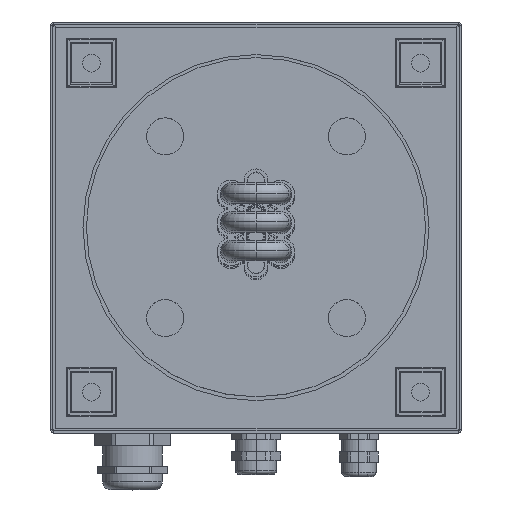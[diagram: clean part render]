
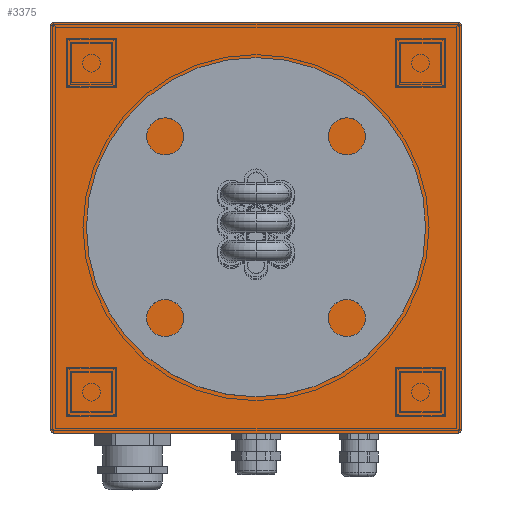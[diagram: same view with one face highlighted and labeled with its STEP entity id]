
A CAD part, top view. The second image highlights one B-rep face of the part: STEP entity #3375.
In plain terms, the highlighted face is planar.
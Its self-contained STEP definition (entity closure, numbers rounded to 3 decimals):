
#421 = VERTEX_POINT ( 'NONE', #20311 ) ;
#441 = FACE_BOUND ( 'NONE', #15830, .T. ) ;
#506 = CARTESIAN_POINT ( 'NONE',  ( -98., 100., -4. ) ) ;
#572 = AXIS2_PLACEMENT_3D ( 'NONE', #10293, #5676, #16447 ) ;
#635 = DIRECTION ( 'NONE',  ( 0., 0., 1. ) ) ;
#1241 = DIRECTION ( 'NONE',  ( 1., 0., 0. ) ) ;
#1768 = VERTEX_POINT ( 'NONE', #7872 ) ;
#2821 = DIRECTION ( 'NONE',  ( 1., 0., 0. ) ) ;
#3116 = LINE ( 'NONE', #11464, #13698 ) ;
#3317 = DIRECTION ( 'NONE',  ( 0., 0., -1. ) ) ;
#3375 = ADVANCED_FACE ( 'NONE', ( #441, #23696 ), #19175, .T. ) ;
#3779 = EDGE_CURVE ( 'NONE', #13599, #9904, #17364, .T. ) ;
#4229 = VECTOR ( 'NONE', #8889, 1000. ) ;
#4336 = ORIENTED_EDGE ( 'NONE', *, *, #3779, .F. ) ;
#4362 = CARTESIAN_POINT ( 'NONE',  ( -98., -100., -4. ) ) ;
#4498 = CARTESIAN_POINT ( 'NONE',  ( -98., 98., -4. ) ) ;
#4698 = ORIENTED_EDGE ( 'NONE', *, *, #18273, .F. ) ;
#5520 = DIRECTION ( 'NONE',  ( -1., 0., 0. ) ) ;
#5676 = DIRECTION ( 'NONE',  ( 0., 0., 1. ) ) ;
#5860 = CARTESIAN_POINT ( 'NONE',  ( 0., 0., -4. ) ) ;
#5879 = VECTOR ( 'NONE', #25307, 1000. ) ;
#6692 = EDGE_CURVE ( 'NONE', #24947, #20395, #26927, .T. ) ;
#6846 = LINE ( 'NONE', #11203, #5879 ) ;
#6867 = CARTESIAN_POINT ( 'NONE',  ( 31.15, 0., -4. ) ) ;
#6919 = ORIENTED_EDGE ( 'NONE', *, *, #16803, .T. ) ;
#7500 = DIRECTION ( 'NONE',  ( 0., 1., 0. ) ) ;
#7872 = CARTESIAN_POINT ( 'NONE',  ( 98., 100., -4. ) ) ;
#7897 = DIRECTION ( 'NONE',  ( 0., 0., 1. ) ) ;
#8311 = DIRECTION ( 'NONE',  ( 1., 0., 0. ) ) ;
#8326 = EDGE_CURVE ( 'NONE', #11417, #421, #3116, .T. ) ;
#8411 = VERTEX_POINT ( 'NONE', #24854 ) ;
#8836 = CIRCLE ( 'NONE', #26300, 2. ) ;
#8889 = DIRECTION ( 'NONE',  ( 1., 0., 0. ) ) ;
#8962 = ORIENTED_EDGE ( 'NONE', *, *, #8326, .F. ) ;
#9616 = CIRCLE ( 'NONE', #19223, 31.15 ) ;
#9904 = VERTEX_POINT ( 'NONE', #26330 ) ;
#9941 = ORIENTED_EDGE ( 'NONE', *, *, #12718, .F. ) ;
#10067 = CIRCLE ( 'NONE', #13554, 2. ) ;
#10293 = CARTESIAN_POINT ( 'NONE',  ( 98., 98., -4. ) ) ;
#11203 = CARTESIAN_POINT ( 'NONE',  ( -98., 100., -4. ) ) ;
#11417 = VERTEX_POINT ( 'NONE', #20214 ) ;
#11464 = CARTESIAN_POINT ( 'NONE',  ( 100., 98., -4. ) ) ;
#11649 = CARTESIAN_POINT ( 'NONE',  ( -100., -98., -4. ) ) ;
#12672 = VERTEX_POINT ( 'NONE', #506 ) ;
#12718 = EDGE_CURVE ( 'NONE', #12672, #24947, #8836, .T. ) ;
#13201 = DIRECTION ( 'NONE',  ( 1., 0., 0. ) ) ;
#13325 = EDGE_CURVE ( 'NONE', #421, #1768, #20227, .T. ) ;
#13554 = AXIS2_PLACEMENT_3D ( 'NONE', #14691, #14824, #19068 ) ;
#13556 = CIRCLE ( 'NONE', #25792, 31.15 ) ;
#13599 = VERTEX_POINT ( 'NONE', #4362 ) ;
#13698 = VECTOR ( 'NONE', #7500, 1000. ) ;
#14663 = ORIENTED_EDGE ( 'NONE', *, *, #6692, .F. ) ;
#14691 = CARTESIAN_POINT ( 'NONE',  ( -98., -98., -4. ) ) ;
#14824 = DIRECTION ( 'NONE',  ( 0., 0., 1. ) ) ;
#15539 = AXIS2_PLACEMENT_3D ( 'NONE', #20117, #3317, #5520 ) ;
#15652 = ORIENTED_EDGE ( 'NONE', *, *, #20634, .F. ) ;
#15830 = EDGE_LOOP ( 'NONE', ( #26902, #6919 ) ) ;
#16009 = DIRECTION ( 'NONE',  ( 0., 0., 1. ) ) ;
#16117 = DIRECTION ( 'NONE',  ( 0., -1., 0. ) ) ;
#16447 = DIRECTION ( 'NONE',  ( -1., 0., 0. ) ) ;
#16574 = EDGE_CURVE ( 'NONE', #17575, #8411, #9616, .T. ) ;
#16803 = EDGE_CURVE ( 'NONE', #8411, #17575, #13556, .T. ) ;
#17364 = LINE ( 'NONE', #21338, #4229 ) ;
#17575 = VERTEX_POINT ( 'NONE', #6867 ) ;
#18140 = EDGE_LOOP ( 'NONE', ( #20701, #8962, #18561, #4336, #4698, #14663, #9941, #15652 ) ) ;
#18167 = CARTESIAN_POINT ( 'NONE',  ( -100., 98., -4. ) ) ;
#18273 = EDGE_CURVE ( 'NONE', #20395, #13599, #10067, .T. ) ;
#18561 = ORIENTED_EDGE ( 'NONE', *, *, #19024, .F. ) ;
#18854 = CIRCLE ( 'NONE', #22801, 2. ) ;
#19024 = EDGE_CURVE ( 'NONE', #9904, #11417, #18854, .T. ) ;
#19051 = CARTESIAN_POINT ( 'NONE',  ( -100., 98., -4. ) ) ;
#19068 = DIRECTION ( 'NONE',  ( 1., 0., 0. ) ) ;
#19175 = PLANE ( 'NONE',  #15539 ) ;
#19223 = AXIS2_PLACEMENT_3D ( 'NONE', #5860, #7897, #8311 ) ;
#19729 = VECTOR ( 'NONE', #16117, 1000. ) ;
#19982 = CARTESIAN_POINT ( 'NONE',  ( 98., -98., -4. ) ) ;
#20117 = CARTESIAN_POINT ( 'NONE',  ( 98., 98., -4. ) ) ;
#20214 = CARTESIAN_POINT ( 'NONE',  ( 100., -98., -4. ) ) ;
#20227 = CIRCLE ( 'NONE', #572, 2. ) ;
#20311 = CARTESIAN_POINT ( 'NONE',  ( 100., 98., -4. ) ) ;
#20395 = VERTEX_POINT ( 'NONE', #11649 ) ;
#20634 = EDGE_CURVE ( 'NONE', #1768, #12672, #6846, .T. ) ;
#20701 = ORIENTED_EDGE ( 'NONE', *, *, #13325, .F. ) ;
#21338 = CARTESIAN_POINT ( 'NONE',  ( -98., -100., -4. ) ) ;
#21808 = CARTESIAN_POINT ( 'NONE',  ( 0., 0., -4. ) ) ;
#21952 = DIRECTION ( 'NONE',  ( 0., 0., 1. ) ) ;
#22801 = AXIS2_PLACEMENT_3D ( 'NONE', #19982, #16009, #1241 ) ;
#23696 = FACE_OUTER_BOUND ( 'NONE', #18140, .T. ) ;
#24854 = CARTESIAN_POINT ( 'NONE',  ( -31.15, 0., -4. ) ) ;
#24947 = VERTEX_POINT ( 'NONE', #19051 ) ;
#25307 = DIRECTION ( 'NONE',  ( -1., 0., 0. ) ) ;
#25792 = AXIS2_PLACEMENT_3D ( 'NONE', #21808, #21952, #13201 ) ;
#26300 = AXIS2_PLACEMENT_3D ( 'NONE', #4498, #635, #2821 ) ;
#26330 = CARTESIAN_POINT ( 'NONE',  ( 98., -100., -4. ) ) ;
#26902 = ORIENTED_EDGE ( 'NONE', *, *, #16574, .T. ) ;
#26927 = LINE ( 'NONE', #18167, #19729 ) ;
